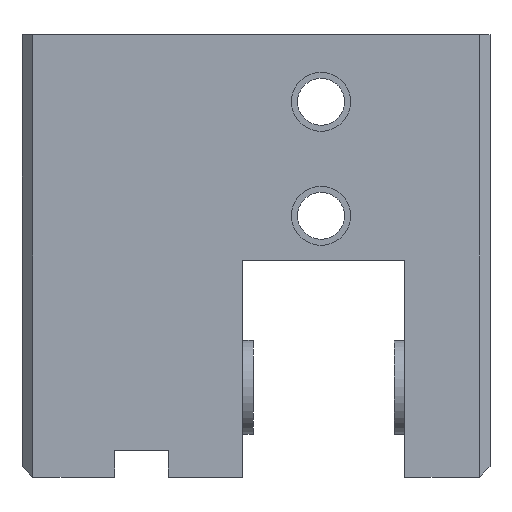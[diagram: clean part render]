
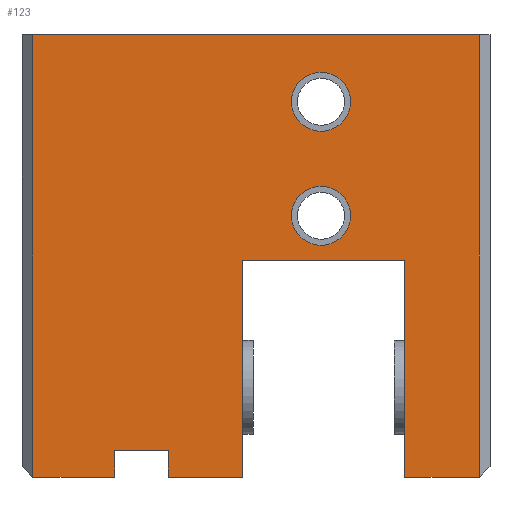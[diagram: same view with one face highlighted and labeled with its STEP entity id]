
A CAD part, left-side view. The second image highlights one B-rep face of the part: STEP entity #123.
In plain terms, the highlighted planar face has unit normal (-1, 0, 0).
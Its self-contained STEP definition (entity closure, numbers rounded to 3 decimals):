
#22 = VERTEX_POINT('',#23);
#23 = CARTESIAN_POINT('',(0.15,-16.55,0.));
#31 = EDGE_CURVE('',#32,#22,#34,.T.);
#32 = VERTEX_POINT('',#33);
#33 = CARTESIAN_POINT('',(0.15,-16.55,16.2));
#34 = LINE('',#35,#36);
#35 = CARTESIAN_POINT('',(0.15,-16.55,16.2));
#36 = VECTOR('',#37,1.);
#37 = DIRECTION('',(0.,0.,-1.));
#97 = VERTEX_POINT('',#98);
#98 = CARTESIAN_POINT('',(0.15,-11.,0.));
#106 = EDGE_CURVE('',#22,#97,#107,.T.);
#107 = LINE('',#108,#109);
#108 = CARTESIAN_POINT('',(0.15,-35.1,0.));
#109 = VECTOR('',#110,1.);
#110 = DIRECTION('',(0.,1.,0.));
#123 = ADVANCED_FACE('',(#124,#206,#217),#228,.T.);
#124 = FACE_BOUND('',#125,.T.);
#125 = EDGE_LOOP('',(#126,#136,#144,#152,#160,#168,#176,#184,#190,#191,
    #192,#200));
#126 = ORIENTED_EDGE('',*,*,#127,.F.);
#127 = EDGE_CURVE('',#128,#130,#132,.T.);
#128 = VERTEX_POINT('',#129);
#129 = CARTESIAN_POINT('',(0.15,-34.2,0.));
#130 = VERTEX_POINT('',#131);
#131 = CARTESIAN_POINT('',(0.15,-28.65,0.));
#132 = LINE('',#133,#134);
#133 = CARTESIAN_POINT('',(0.15,-35.1,0.));
#134 = VECTOR('',#135,1.);
#135 = DIRECTION('',(0.,1.,0.));
#136 = ORIENTED_EDGE('',*,*,#137,.T.);
#137 = EDGE_CURVE('',#128,#138,#140,.T.);
#138 = VERTEX_POINT('',#139);
#139 = CARTESIAN_POINT('',(0.15,-34.2,33.));
#140 = LINE('',#141,#142);
#141 = CARTESIAN_POINT('',(0.15,-34.2,0.));
#142 = VECTOR('',#143,1.);
#143 = DIRECTION('',(0.,0.,1.));
#144 = ORIENTED_EDGE('',*,*,#145,.T.);
#145 = EDGE_CURVE('',#138,#146,#148,.T.);
#146 = VERTEX_POINT('',#147);
#147 = CARTESIAN_POINT('',(0.15,-0.9,33.));
#148 = LINE('',#149,#150);
#149 = CARTESIAN_POINT('',(0.15,-35.1,33.));
#150 = VECTOR('',#151,1.);
#151 = DIRECTION('',(0.,1.,0.));
#152 = ORIENTED_EDGE('',*,*,#153,.F.);
#153 = EDGE_CURVE('',#154,#146,#156,.T.);
#154 = VERTEX_POINT('',#155);
#155 = CARTESIAN_POINT('',(0.15,-0.9,0.));
#156 = LINE('',#157,#158);
#157 = CARTESIAN_POINT('',(0.15,-0.9,0.));
#158 = VECTOR('',#159,1.);
#159 = DIRECTION('',(0.,0.,1.));
#160 = ORIENTED_EDGE('',*,*,#161,.F.);
#161 = EDGE_CURVE('',#162,#154,#164,.T.);
#162 = VERTEX_POINT('',#163);
#163 = CARTESIAN_POINT('',(0.15,-7.,0.));
#164 = LINE('',#165,#166);
#165 = CARTESIAN_POINT('',(0.15,-35.1,0.));
#166 = VECTOR('',#167,1.);
#167 = DIRECTION('',(0.,1.,0.));
#168 = ORIENTED_EDGE('',*,*,#169,.T.);
#169 = EDGE_CURVE('',#162,#170,#172,.T.);
#170 = VERTEX_POINT('',#171);
#171 = CARTESIAN_POINT('',(0.15,-7.,2.));
#172 = LINE('',#173,#174);
#173 = CARTESIAN_POINT('',(0.15,-7.,0.));
#174 = VECTOR('',#175,1.);
#175 = DIRECTION('',(0.,0.,1.));
#176 = ORIENTED_EDGE('',*,*,#177,.T.);
#177 = EDGE_CURVE('',#170,#178,#180,.T.);
#178 = VERTEX_POINT('',#179);
#179 = CARTESIAN_POINT('',(0.15,-11.,2.));
#180 = LINE('',#181,#182);
#181 = CARTESIAN_POINT('',(0.15,-7.,2.));
#182 = VECTOR('',#183,1.);
#183 = DIRECTION('',(0.,-1.,0.));
#184 = ORIENTED_EDGE('',*,*,#185,.F.);
#185 = EDGE_CURVE('',#97,#178,#186,.T.);
#186 = LINE('',#187,#188);
#187 = CARTESIAN_POINT('',(0.15,-11.,0.));
#188 = VECTOR('',#189,1.);
#189 = DIRECTION('',(0.,0.,1.));
#190 = ORIENTED_EDGE('',*,*,#106,.F.);
#191 = ORIENTED_EDGE('',*,*,#31,.F.);
#192 = ORIENTED_EDGE('',*,*,#193,.F.);
#193 = EDGE_CURVE('',#194,#32,#196,.T.);
#194 = VERTEX_POINT('',#195);
#195 = CARTESIAN_POINT('',(0.15,-28.65,16.2));
#196 = LINE('',#197,#198);
#197 = CARTESIAN_POINT('',(0.15,-28.65,16.2));
#198 = VECTOR('',#199,1.);
#199 = DIRECTION('',(0.,1.,0.));
#200 = ORIENTED_EDGE('',*,*,#201,.F.);
#201 = EDGE_CURVE('',#130,#194,#202,.T.);
#202 = LINE('',#203,#204);
#203 = CARTESIAN_POINT('',(0.15,-28.65,0.));
#204 = VECTOR('',#205,1.);
#205 = DIRECTION('',(0.,0.,1.));
#206 = FACE_BOUND('',#207,.T.);
#207 = EDGE_LOOP('',(#208));
#208 = ORIENTED_EDGE('',*,*,#209,.F.);
#209 = EDGE_CURVE('',#210,#210,#212,.T.);
#210 = VERTEX_POINT('',#211);
#211 = CARTESIAN_POINT('',(0.15,-24.6,28.));
#212 = CIRCLE('',#213,2.2);
#213 = AXIS2_PLACEMENT_3D('',#214,#215,#216);
#214 = CARTESIAN_POINT('',(0.15,-22.4,28.));
#215 = DIRECTION('',(-1.,0.,0.));
#216 = DIRECTION('',(0.,-1.,0.));
#217 = FACE_BOUND('',#218,.T.);
#218 = EDGE_LOOP('',(#219));
#219 = ORIENTED_EDGE('',*,*,#220,.F.);
#220 = EDGE_CURVE('',#221,#221,#223,.T.);
#221 = VERTEX_POINT('',#222);
#222 = CARTESIAN_POINT('',(0.15,-24.6,19.5));
#223 = CIRCLE('',#224,2.2);
#224 = AXIS2_PLACEMENT_3D('',#225,#226,#227);
#225 = CARTESIAN_POINT('',(0.15,-22.4,19.5));
#226 = DIRECTION('',(-1.,0.,0.));
#227 = DIRECTION('',(0.,-1.,0.));
#228 = PLANE('',#229);
#229 = AXIS2_PLACEMENT_3D('',#230,#231,#232);
#230 = CARTESIAN_POINT('',(0.15,-35.1,0.));
#231 = DIRECTION('',(-1.,0.,0.));
#232 = DIRECTION('',(0.,1.,0.));
